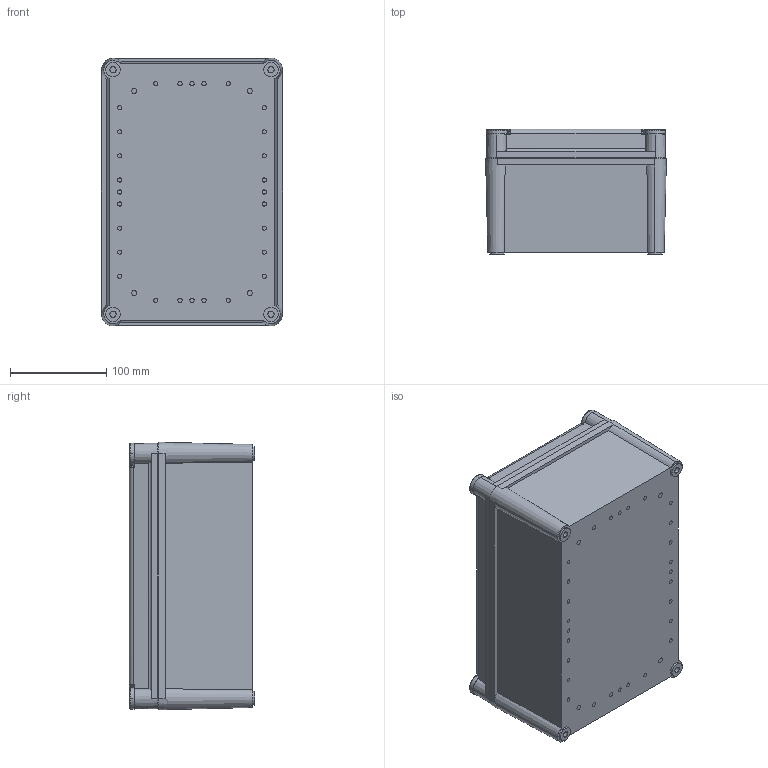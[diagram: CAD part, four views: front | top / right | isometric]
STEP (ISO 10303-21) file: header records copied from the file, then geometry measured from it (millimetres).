
FILE_DESCRIPTION (( 'STEP AP214' ), '1' );
FILE_NAME ('5330060_FIBOX_Solid_PC2819_13T.STEP', '2022-12-21T08:55:03', ( 'fiboxadmin' ), ( '' ), 'SwSTEP 2.0', 'SolidWorks 2021', '' );
FILE_SCHEMA (( 'AUTOMOTIVE_DESIGN' ));
Length unit declared in the file: millimetre
Products named in the file (4): CS 10256 Cross head screw; 5330060_FIBOX_Solid_PC2819_13T; FIBOX_EKJ30C; Fibox_Solid_2819_B
Assembly tree (6 placements, depth 2):
  5330060_FIBOX_Solid_PC2819_13T
    Fibox_Solid_2819_B
    FIBOX_EKJ30C
    CS 10256 Cross head screw  x4
Bounding box: 188 x 130 x 278 mm (x, y, z)
Volume: 755857.1 mm3; surface area: 459960.8 mm2
Topology: 6 solids, 6 shells, 1110 faces, 2815 edges, 1791 vertices
Faces by surface type: plane 595, cylinder 348, cone 103, bspline 56, torus 8
Entity records: 24533 total; most frequent: CARTESIAN_POINT 5435, DIRECTION 3769, ORIENTED_EDGE 3650, EDGE_CURVE 1825, AXIS2_PLACEMENT_3D 1423, VERTEX_POINT 1182, VECTOR 923, LINE 923
